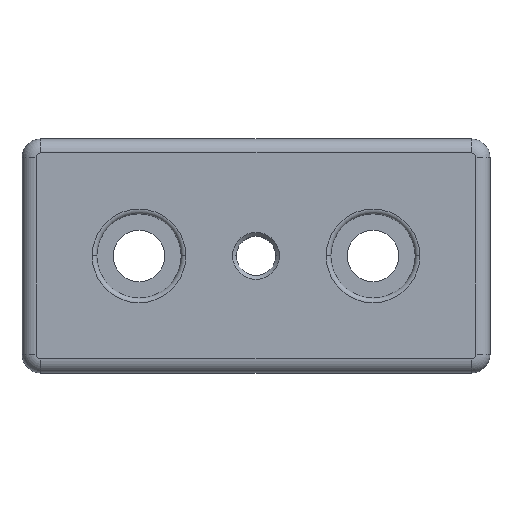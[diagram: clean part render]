
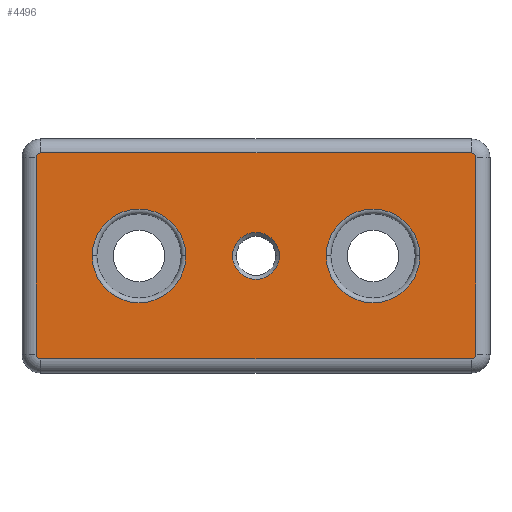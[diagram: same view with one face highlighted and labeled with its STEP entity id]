
A CAD part, top view. The second image highlights one B-rep face of the part: STEP entity #4496.
In plain terms, the highlighted planar face has unit normal (0, 0, 1).
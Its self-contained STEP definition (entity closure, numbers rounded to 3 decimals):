
#5 = FACE_BOUND ( 'NONE', #2458, .T. ) ;
#46 = CARTESIAN_POINT ( 'NONE',  ( -46., -21., 16. ) ) ;
#80 = VERTEX_POINT ( 'NONE', #1118 ) ;
#125 = EDGE_CURVE ( 'NONE', #2565, #3819, #1940, .T. ) ;
#152 = AXIS2_PLACEMENT_3D ( 'NONE', #752, #3228, #1106 ) ;
#258 = DIRECTION ( 'NONE',  ( 0., 0., -1. ) ) ;
#263 = LINE ( 'NONE', #1905, #3781 ) ;
#317 = EDGE_LOOP ( 'NONE', ( #4121, #3171, #4185, #3418, #684, #2104, #327, #4071 ) ) ;
#325 = EDGE_CURVE ( 'NONE', #2331, #4011, #2797, .T. ) ;
#327 = ORIENTED_EDGE ( 'NONE', *, *, #4146, .T. ) ;
#339 = CARTESIAN_POINT ( 'NONE',  ( 46., 22., 16. ) ) ;
#353 = AXIS2_PLACEMENT_3D ( 'NONE', #736, #3212, #1094 ) ;
#356 = LINE ( 'NONE', #2531, #4001 ) ;
#386 = DIRECTION ( 'NONE',  ( -1., 0., 0. ) ) ;
#412 = DIRECTION ( 'NONE',  ( -1., 0., 0. ) ) ;
#634 = VECTOR ( 'NONE', #412, 1000. ) ;
#684 = ORIENTED_EDGE ( 'NONE', *, *, #4002, .T. ) ;
#699 = CARTESIAN_POINT ( 'NONE',  ( 50., -25., 16. ) ) ;
#708 = CARTESIAN_POINT ( 'NONE',  ( -47., -25., 16. ) ) ;
#720 = ORIENTED_EDGE ( 'NONE', *, *, #4274, .T. ) ;
#736 = CARTESIAN_POINT ( 'NONE',  ( 46., 21., 16. ) ) ;
#752 = CARTESIAN_POINT ( 'NONE',  ( 25., 0., 16. ) ) ;
#816 = CARTESIAN_POINT ( 'NONE',  ( 0., 0., 16. ) ) ;
#821 = CARTESIAN_POINT ( 'NONE',  ( 46., -21., 16. ) ) ;
#850 = AXIS2_PLACEMENT_3D ( 'NONE', #821, #3297, #1180 ) ;
#898 = CARTESIAN_POINT ( 'NONE',  ( -35., 0., 16. ) ) ;
#947 = FACE_OUTER_BOUND ( 'NONE', #317, .T. ) ;
#959 = DIRECTION ( 'NONE',  ( -1., 0., 0. ) ) ;
#1017 = CARTESIAN_POINT ( 'NONE',  ( -46., 21., 16. ) ) ;
#1066 = VERTEX_POINT ( 'NONE', #2934 ) ;
#1094 = DIRECTION ( 'NONE',  ( -1., 0., 0. ) ) ;
#1106 = DIRECTION ( 'NONE',  ( -1., 0., 0. ) ) ;
#1118 = CARTESIAN_POINT ( 'NONE',  ( 5., 0., 16. ) ) ;
#1173 = DIRECTION ( 'NONE',  ( -1., 0., 0. ) ) ;
#1180 = DIRECTION ( 'NONE',  ( -1., 0., 0. ) ) ;
#1190 = ORIENTED_EDGE ( 'NONE', *, *, #325, .T. ) ;
#1198 = CARTESIAN_POINT ( 'NONE',  ( -25., 0., 16. ) ) ;
#1208 = DIRECTION ( 'NONE',  ( 0., 0., -1. ) ) ;
#1221 = CIRCLE ( 'NONE', #850, 1. ) ;
#1251 = AXIS2_PLACEMENT_3D ( 'NONE', #1198, #3076, #959 ) ;
#1284 = CARTESIAN_POINT ( 'NONE',  ( -46., -22., 16. ) ) ;
#1341 = AXIS2_PLACEMENT_3D ( 'NONE', #46, #2504, #386 ) ;
#1381 = DIRECTION ( 'NONE',  ( -1., 0., 0. ) ) ;
#1546 = CIRCLE ( 'NONE', #1341, 1. ) ;
#1574 = ORIENTED_EDGE ( 'NONE', *, *, #1899, .T. ) ;
#1603 = LINE ( 'NONE', #2878, #634 ) ;
#1738 = DIRECTION ( 'NONE',  ( 0., 0., -1. ) ) ;
#1766 = DIRECTION ( 'NONE',  ( -1., 0., 0. ) ) ;
#1774 = ORIENTED_EDGE ( 'NONE', *, *, #125, .T. ) ;
#1899 = EDGE_CURVE ( 'NONE', #80, #2489, #2455, .T. ) ;
#1905 = CARTESIAN_POINT ( 'NONE',  ( 47., -25., 16. ) ) ;
#1912 = ORIENTED_EDGE ( 'NONE', *, *, #4334, .T. ) ;
#1940 = CIRCLE ( 'NONE', #152, 10. ) ;
#1952 = CIRCLE ( 'NONE', #4256, 10. ) ;
#2023 = AXIS2_PLACEMENT_3D ( 'NONE', #1017, #3494, #1381 ) ;
#2094 = CIRCLE ( 'NONE', #3372, 10. ) ;
#2104 = ORIENTED_EDGE ( 'NONE', *, *, #4051, .T. ) ;
#2150 = CARTESIAN_POINT ( 'NONE',  ( -46., 22., 16. ) ) ;
#2204 = CARTESIAN_POINT ( 'NONE',  ( 47., 21., 16. ) ) ;
#2250 = DIRECTION ( 'NONE',  ( 0., 1., 0. ) ) ;
#2311 = CIRCLE ( 'NONE', #4510, 5. ) ;
#2331 = VERTEX_POINT ( 'NONE', #898 ) ;
#2369 = VERTEX_POINT ( 'NONE', #1284 ) ;
#2371 = CARTESIAN_POINT ( 'NONE',  ( 0., 0., 16. ) ) ;
#2455 = CIRCLE ( 'NONE', #3032, 5. ) ;
#2458 = EDGE_LOOP ( 'NONE', ( #1574, #720 ) ) ;
#2489 = VERTEX_POINT ( 'NONE', #4017 ) ;
#2504 = DIRECTION ( 'NONE',  ( 0., 0., 1. ) ) ;
#2531 = CARTESIAN_POINT ( 'NONE',  ( 50., -22., 16. ) ) ;
#2565 = VERTEX_POINT ( 'NONE', #4453 ) ;
#2726 = AXIS2_PLACEMENT_3D ( 'NONE', #699, #3870, #1766 ) ;
#2727 = DIRECTION ( 'NONE',  ( -1., 0., 0. ) ) ;
#2797 = CIRCLE ( 'NONE', #1251, 10. ) ;
#2866 = EDGE_LOOP ( 'NONE', ( #1774, #1912 ) ) ;
#2878 = CARTESIAN_POINT ( 'NONE',  ( 50., 22., 16. ) ) ;
#2903 = DIRECTION ( 'NONE',  ( 1., 0., 0. ) ) ;
#2934 = CARTESIAN_POINT ( 'NONE',  ( -47., 21., 16. ) ) ;
#3032 = AXIS2_PLACEMENT_3D ( 'NONE', #2371, #258, #2727 ) ;
#3076 = DIRECTION ( 'NONE',  ( 0., 0., -1. ) ) ;
#3171 = ORIENTED_EDGE ( 'NONE', *, *, #3813, .T. ) ;
#3172 = PLANE ( 'NONE',  #2726 ) ;
#3177 = CARTESIAN_POINT ( 'NONE',  ( 47., -21., 16. ) ) ;
#3212 = DIRECTION ( 'NONE',  ( 0., 0., 1. ) ) ;
#3228 = DIRECTION ( 'NONE',  ( 0., 0., -1. ) ) ;
#3291 = DIRECTION ( 'NONE',  ( 0., 0., -1. ) ) ;
#3297 = DIRECTION ( 'NONE',  ( 0., 0., 1. ) ) ;
#3325 = CARTESIAN_POINT ( 'NONE',  ( 25., 0., 16. ) ) ;
#3353 = VERTEX_POINT ( 'NONE', #3177 ) ;
#3372 = AXIS2_PLACEMENT_3D ( 'NONE', #3837, #1738, #4168 ) ;
#3418 = ORIENTED_EDGE ( 'NONE', *, *, #3947, .T. ) ;
#3422 = LINE ( 'NONE', #708, #4195 ) ;
#3428 = VERTEX_POINT ( 'NONE', #4240 ) ;
#3494 = DIRECTION ( 'NONE',  ( 0., 0., 1. ) ) ;
#3502 = VERTEX_POINT ( 'NONE', #2204 ) ;
#3524 = DIRECTION ( 'NONE',  ( 0., -1., 0. ) ) ;
#3663 = DIRECTION ( 'NONE',  ( -1., 0., 0. ) ) ;
#3708 = EDGE_CURVE ( 'NONE', #3944, #1066, #4421, .T. ) ;
#3746 = FACE_BOUND ( 'NONE', #4138, .T. ) ;
#3772 = VERTEX_POINT ( 'NONE', #4533 ) ;
#3781 = VECTOR ( 'NONE', #2250, 1000. ) ;
#3813 = EDGE_CURVE ( 'NONE', #1066, #3772, #3422, .T. ) ;
#3816 = CARTESIAN_POINT ( 'NONE',  ( 35., 0., 16. ) ) ;
#3819 = VERTEX_POINT ( 'NONE', #3816 ) ;
#3837 = CARTESIAN_POINT ( 'NONE',  ( -25., 0., 16. ) ) ;
#3851 = FACE_BOUND ( 'NONE', #2866, .T. ) ;
#3866 = EDGE_CURVE ( 'NONE', #3772, #2369, #1546, .T. ) ;
#3870 = DIRECTION ( 'NONE',  ( 0., 0., -1. ) ) ;
#3944 = VERTEX_POINT ( 'NONE', #2150 ) ;
#3947 = EDGE_CURVE ( 'NONE', #2369, #3428, #356, .T. ) ;
#4001 = VECTOR ( 'NONE', #2903, 1000. ) ;
#4002 = EDGE_CURVE ( 'NONE', #3428, #3353, #1221, .T. ) ;
#4011 = VERTEX_POINT ( 'NONE', #4298 ) ;
#4017 = CARTESIAN_POINT ( 'NONE',  ( -5., 0., 16. ) ) ;
#4051 = EDGE_CURVE ( 'NONE', #3353, #3502, #263, .T. ) ;
#4071 = ORIENTED_EDGE ( 'NONE', *, *, #4201, .T. ) ;
#4121 = ORIENTED_EDGE ( 'NONE', *, *, #3708, .T. ) ;
#4138 = EDGE_LOOP ( 'NONE', ( #1190, #4166 ) ) ;
#4146 = EDGE_CURVE ( 'NONE', #3502, #4489, #4467, .T. ) ;
#4166 = ORIENTED_EDGE ( 'NONE', *, *, #4463, .T. ) ;
#4168 = DIRECTION ( 'NONE',  ( -1., 0., 0. ) ) ;
#4185 = ORIENTED_EDGE ( 'NONE', *, *, #3866, .T. ) ;
#4195 = VECTOR ( 'NONE', #3524, 1000. ) ;
#4201 = EDGE_CURVE ( 'NONE', #4489, #3944, #1603, .T. ) ;
#4240 = CARTESIAN_POINT ( 'NONE',  ( 46., -22., 16. ) ) ;
#4256 = AXIS2_PLACEMENT_3D ( 'NONE', #3325, #1208, #3663 ) ;
#4274 = EDGE_CURVE ( 'NONE', #2489, #80, #2311, .T. ) ;
#4298 = CARTESIAN_POINT ( 'NONE',  ( -15., 0., 16. ) ) ;
#4334 = EDGE_CURVE ( 'NONE', #3819, #2565, #1952, .T. ) ;
#4421 = CIRCLE ( 'NONE', #2023, 1. ) ;
#4453 = CARTESIAN_POINT ( 'NONE',  ( 15., 0., 16. ) ) ;
#4463 = EDGE_CURVE ( 'NONE', #4011, #2331, #2094, .T. ) ;
#4467 = CIRCLE ( 'NONE', #353, 1. ) ;
#4489 = VERTEX_POINT ( 'NONE', #339 ) ;
#4496 = ADVANCED_FACE ( 'NONE', ( #947, #5, #3851, #3746 ), #3172, .F. ) ;
#4510 = AXIS2_PLACEMENT_3D ( 'NONE', #816, #3291, #1173 ) ;
#4533 = CARTESIAN_POINT ( 'NONE',  ( -47., -21., 16. ) ) ;
